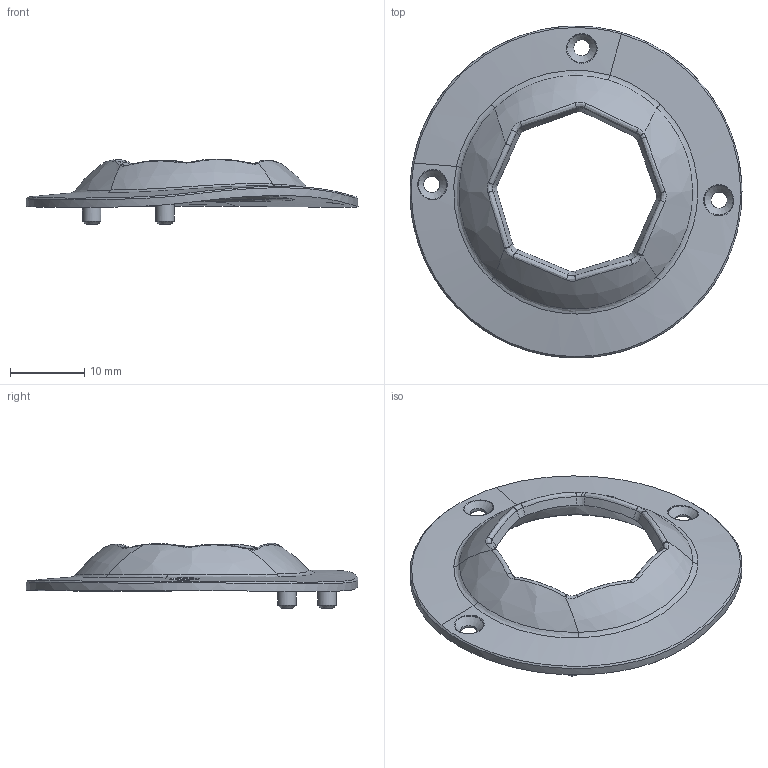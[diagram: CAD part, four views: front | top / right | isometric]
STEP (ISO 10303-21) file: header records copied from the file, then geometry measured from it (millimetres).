
FILE_DESCRIPTION(/* description */ (''),/* implementation_level */ '2;1');
FILE_NAME(/* name */ 'gateplate-stock.step',/* time_stamp */ '2023-11-16T15:12:14-05:00',/* author */ (''),/* organization */ (''),/* preprocessor_version */ 'ST-DEVELOPER v20',/* originating_system */ 'Autodesk Translation Framework v12.14.0.127',/* authorisation */ '');
FILE_SCHEMA (('AUTOMOTIVE_DESIGN { 1 0 10303 214 3 1 1 }'));
Length unit declared in the file: millimetre
Products named in the file (2): (Unsaved); Gateplate-Stock
Assembly tree (1 placements, depth 2):
  (Unsaved)
    Gateplate-Stock
Bounding box: 44.73 x 44.73 x 8.87 mm (x, y, z)
Volume: 2093.6 mm3; surface area: 2996.7 mm2
Topology: 1 solids, 1 shells, 80 faces, 228 edges, 150 vertices
Faces by surface type: bspline 64, cylinder 9, cone 5, plane 2
Full cylindrical faces by diameter (mm): 2.2 x3, 2.5 x2, 44.732 x1
Entity records: 11122 total; most frequent: CARTESIAN_POINT 9362, ORIENTED_EDGE 456, EDGE_CURVE 228, DIRECTION 213, VERTEX_POINT 150, B_SPLINE_CURVE_WITH_KNOTS 122, AXIS2_PLACEMENT_3D 100, EDGE_LOOP 88
